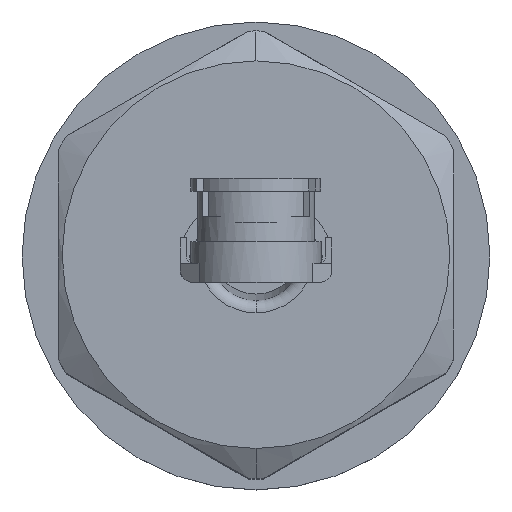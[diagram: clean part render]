
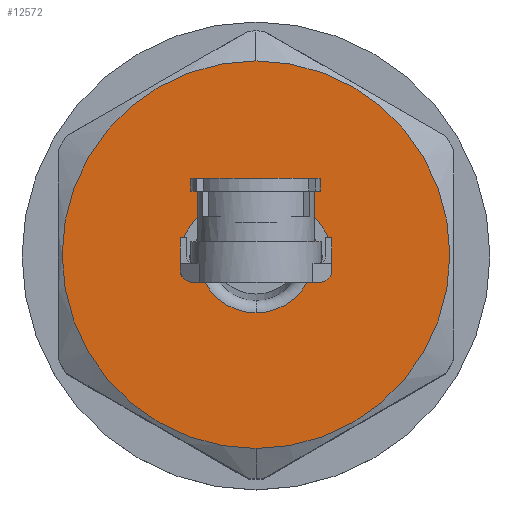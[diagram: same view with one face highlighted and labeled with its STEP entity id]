
A CAD part, top view. The second image highlights one B-rep face of the part: STEP entity #12572.
In plain terms, the highlighted face is planar.
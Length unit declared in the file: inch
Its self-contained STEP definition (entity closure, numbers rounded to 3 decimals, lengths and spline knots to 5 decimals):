
#399 = DIRECTION ( 'NONE',  ( 1., 0., 0. ) ) ;
#934 = AXIS2_PLACEMENT_3D ( 'NONE', #4032, #21049, #6465 ) ;
#1927 = DIRECTION ( 'NONE',  ( 1., 0., 0. ) ) ;
#2207 = CARTESIAN_POINT ( 'NONE',  ( 0.8756, 0.04443, 0. ) ) ;
#2340 = FACE_OUTER_BOUND ( 'NONE', #30118, .T. ) ;
#2715 = ORIENTED_EDGE ( 'NONE', *, *, #16986, .T. ) ;
#3391 = CARTESIAN_POINT ( 'NONE',  ( 0.8756, -0.046, 0. ) ) ;
#3585 = CARTESIAN_POINT ( 'NONE',  ( 0.8756, 0.15325, 0. ) ) ;
#4032 = CARTESIAN_POINT ( 'NONE',  ( 0.8756, 0., 0. ) ) ;
#4560 = CARTESIAN_POINT ( 'NONE',  ( 0.8756, 0., 0. ) ) ;
#6465 = DIRECTION ( 'NONE',  ( 0., -1., 0. ) ) ;
#7302 = CARTESIAN_POINT ( 'NONE',  ( 0.8756, 0., 0. ) ) ;
#8227 = CARTESIAN_POINT ( 'NONE',  ( 0.8756, -0.15325, 0. ) ) ;
#8879 = EDGE_CURVE ( 'NONE', #16518, #25534, #31283, .T. ) ;
#9498 = CARTESIAN_POINT ( 'NONE',  ( 0.8756, 0.046, 0. ) ) ;
#10357 = FACE_BOUND ( 'NONE', #25778, .T. ) ;
#11770 = VERTEX_POINT ( 'NONE', #8227 ) ;
#12572 = ADVANCED_FACE ( 'NONE', ( #10357, #2340 ), #16755, .F. ) ;
#13291 = ORIENTED_EDGE ( 'NONE', *, *, #8879, .T. ) ;
#14294 = CARTESIAN_POINT ( 'NONE',  ( 0.8756, 0., 0. ) ) ;
#14400 = DIRECTION ( 'NONE',  ( 0., -1., 0. ) ) ;
#16518 = VERTEX_POINT ( 'NONE', #3391 ) ;
#16755 = PLANE ( 'NONE',  #24921 ) ;
#16986 = EDGE_CURVE ( 'NONE', #28739, #11770, #27328, .T. ) ;
#18291 = EDGE_CURVE ( 'NONE', #25534, #16518, #31427, .T. ) ;
#19213 = DIRECTION ( 'NONE',  ( 0., -1., 0. ) ) ;
#19825 = ORIENTED_EDGE ( 'NONE', *, *, #18291, .T. ) ;
#21049 = DIRECTION ( 'NONE',  ( -1., 0., 0. ) ) ;
#22284 = EDGE_CURVE ( 'NONE', #11770, #28739, #29606, .T. ) ;
#23574 = AXIS2_PLACEMENT_3D ( 'NONE', #7302, #399, #24457 ) ;
#24457 = DIRECTION ( 'NONE',  ( 0., 1., 0. ) ) ;
#24921 = AXIS2_PLACEMENT_3D ( 'NONE', #2207, #26573, #19213 ) ;
#25298 = ORIENTED_EDGE ( 'NONE', *, *, #22284, .T. ) ;
#25534 = VERTEX_POINT ( 'NONE', #9498 ) ;
#25778 = EDGE_LOOP ( 'NONE', ( #13291, #19825 ) ) ;
#26573 = DIRECTION ( 'NONE',  ( -1., 0., 0. ) ) ;
#27328 = CIRCLE ( 'NONE', #23574, 0.15325 ) ;
#28447 = DIRECTION ( 'NONE',  ( 0., 1., 0. ) ) ;
#28610 = AXIS2_PLACEMENT_3D ( 'NONE', #4560, #1927, #28447 ) ;
#28739 = VERTEX_POINT ( 'NONE', #3585 ) ;
#29606 = CIRCLE ( 'NONE', #28610, 0.15325 ) ;
#30118 = EDGE_LOOP ( 'NONE', ( #2715, #25298 ) ) ;
#30959 = AXIS2_PLACEMENT_3D ( 'NONE', #14294, #31243, #14400 ) ;
#31243 = DIRECTION ( 'NONE',  ( -1., 0., 0. ) ) ;
#31283 = CIRCLE ( 'NONE', #934, 0.046 ) ;
#31427 = CIRCLE ( 'NONE', #30959, 0.046 ) ;
